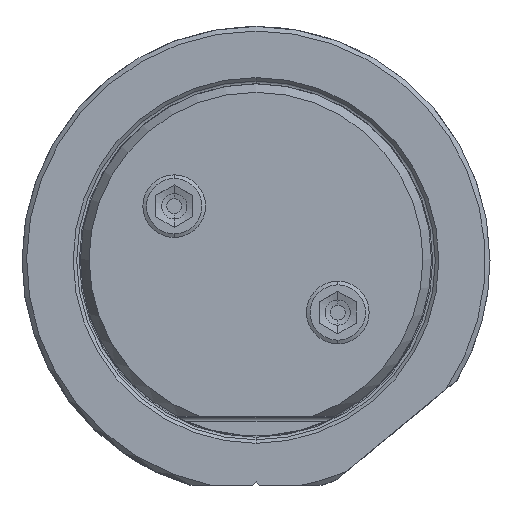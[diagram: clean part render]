
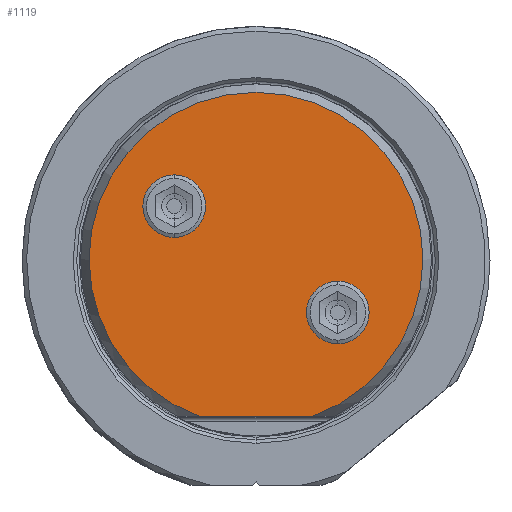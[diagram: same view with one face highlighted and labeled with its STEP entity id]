
A CAD part, top view. The second image highlights one B-rep face of the part: STEP entity #1119.
In plain terms, the highlighted planar face has unit normal (0, 0, 1).
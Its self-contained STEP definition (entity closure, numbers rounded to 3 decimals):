
#104=PLANE('',#6088);
#304=LINE('',#12722,#654);
#654=VECTOR('',#7112,1.);
#877=FACE_BOUND('',#1786,.T.);
#878=FACE_BOUND('',#1787,.T.);
#879=FACE_BOUND('',#1788,.T.);
#1119=ADVANCED_FACE('',(#877,#878,#879),#104,.T.);
#1786=EDGE_LOOP('',(#2968,#2969,#2970));
#1787=EDGE_LOOP('',(#2971,#2972));
#1788=EDGE_LOOP('',(#2973,#2974));
#2103=CIRCLE('',#6079,3.4);
#2105=CIRCLE('',#6082,3.4);
#2106=CIRCLE('',#6084,18.122);
#2107=CIRCLE('',#6085,18.122);
#2108=CIRCLE('',#6086,3.4);
#2109=CIRCLE('',#6087,3.4);
#2968=ORIENTED_EDGE('',*,*,#5036,.T.);
#2969=ORIENTED_EDGE('',*,*,#5037,.T.);
#2970=ORIENTED_EDGE('',*,*,#5038,.T.);
#2971=ORIENTED_EDGE('',*,*,#5032,.T.);
#2972=ORIENTED_EDGE('',*,*,#5035,.T.);
#2973=ORIENTED_EDGE('',*,*,#5039,.T.);
#2974=ORIENTED_EDGE('',*,*,#5040,.T.);
#4359=VERTEX_POINT('',#12711);
#4360=VERTEX_POINT('',#12713);
#4361=VERTEX_POINT('',#12720);
#4362=VERTEX_POINT('',#12721);
#4363=VERTEX_POINT('',#12723);
#4364=VERTEX_POINT('',#12726);
#4365=VERTEX_POINT('',#12727);
#5032=EDGE_CURVE('',#4360,#4359,#2103,.T.);
#5035=EDGE_CURVE('',#4359,#4360,#2105,.T.);
#5036=EDGE_CURVE('',#4361,#4362,#2106,.T.);
#5037=EDGE_CURVE('',#4362,#4363,#304,.T.);
#5038=EDGE_CURVE('',#4363,#4361,#2107,.T.);
#5039=EDGE_CURVE('',#4364,#4365,#2108,.T.);
#5040=EDGE_CURVE('',#4365,#4364,#2109,.T.);
#6079=AXIS2_PLACEMENT_3D('',#12712,#7099,#7100);
#6082=AXIS2_PLACEMENT_3D('',#12717,#7106,#7107);
#6084=AXIS2_PLACEMENT_3D('',#12719,#7110,#7111);
#6085=AXIS2_PLACEMENT_3D('',#12724,#7113,#7114);
#6086=AXIS2_PLACEMENT_3D('',#12725,#7115,#7116);
#6087=AXIS2_PLACEMENT_3D('',#12728,#7117,#7118);
#6088=AXIS2_PLACEMENT_3D('',#12729,#7119,#7120);
#7099=DIRECTION('',(0.,0.,-1.));
#7100=DIRECTION('',(1.,0.,0.));
#7106=DIRECTION('',(0.,0.,-1.));
#7107=DIRECTION('',(-1.,0.,0.));
#7110=DIRECTION('',(0.,0.,1.));
#7111=DIRECTION('',(0.,1.,0.));
#7112=DIRECTION('',(1.,0.,0.));
#7113=DIRECTION('',(0.,0.,1.));
#7114=DIRECTION('',(0.339,-0.941,0.));
#7115=DIRECTION('',(0.,0.,-1.));
#7116=DIRECTION('',(1.,0.,0.));
#7117=DIRECTION('',(0.,0.,-1.));
#7118=DIRECTION('',(-1.,0.,0.));
#7119=DIRECTION('',(0.,0.,1.));
#7120=DIRECTION('',(1.,0.,0.));
#12711=CARTESIAN_POINT('',(5.48,-5.773,69.85));
#12712=CARTESIAN_POINT('',(8.88,-5.773,69.85));
#12713=CARTESIAN_POINT('',(12.28,-5.773,69.85));
#12717=CARTESIAN_POINT('',(8.88,-5.773,69.85));
#12719=CARTESIAN_POINT('',(0.,0.,69.85));
#12720=CARTESIAN_POINT('',(0.,18.122,69.85));
#12721=CARTESIAN_POINT('',(-6.141,-17.05,69.85));
#12722=CARTESIAN_POINT('',(-6.141,-17.05,69.85));
#12723=CARTESIAN_POINT('',(6.141,-17.05,69.85));
#12724=CARTESIAN_POINT('',(0.,0.,69.85));
#12725=CARTESIAN_POINT('',(-8.88,5.773,69.85));
#12726=CARTESIAN_POINT('',(-5.48,5.773,69.85));
#12727=CARTESIAN_POINT('',(-12.28,5.773,69.85));
#12728=CARTESIAN_POINT('',(-8.88,5.773,69.85));
#12729=CARTESIAN_POINT('',(0.,0.537,69.85));
